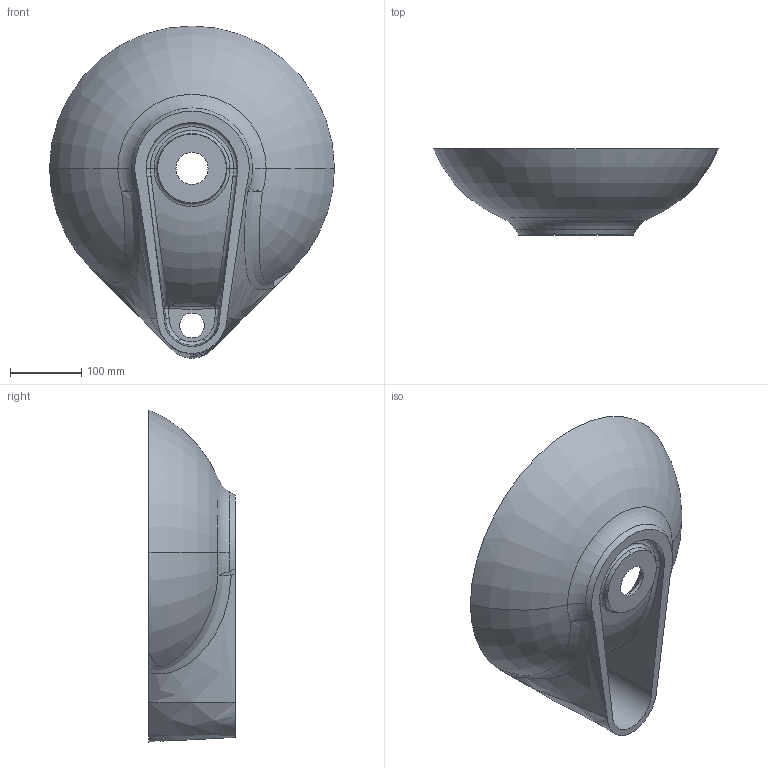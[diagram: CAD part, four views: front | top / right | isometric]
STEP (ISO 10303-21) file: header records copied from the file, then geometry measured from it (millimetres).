
FILE_DESCRIPTION (( 'STEP AP214' ), '1' );
FILE_NAME ('Florence.STEP', '2020-08-26T06:11:52', ( '' ), ( '' ), 'SwSTEP 2.0', 'SolidWorks 2018', '' );
FILE_SCHEMA (( 'AUTOMOTIVE_DESIGN' ));
Length unit declared in the file: millimetre
Products named in the file (1): Florence
Bounding box: 400 x 121 x 466.12 mm (x, y, z)
Volume: 2347364.1 mm3; surface area: 424036.6 mm2
Topology: 1 solids, 1 shells, 57 faces, 141 edges, 84 vertices
Faces by surface type: bspline 21, torus 17, cone 6, plane 5, cylinder 4, sphere 4
Entity records: 4467 total; most frequent: CARTESIAN_POINT 3217, ORIENTED_EDGE 274, DIRECTION 232, EDGE_CURVE 137, AXIS2_PLACEMENT_3D 109, VERTEX_POINT 84, CIRCLE 72, EDGE_LOOP 63
